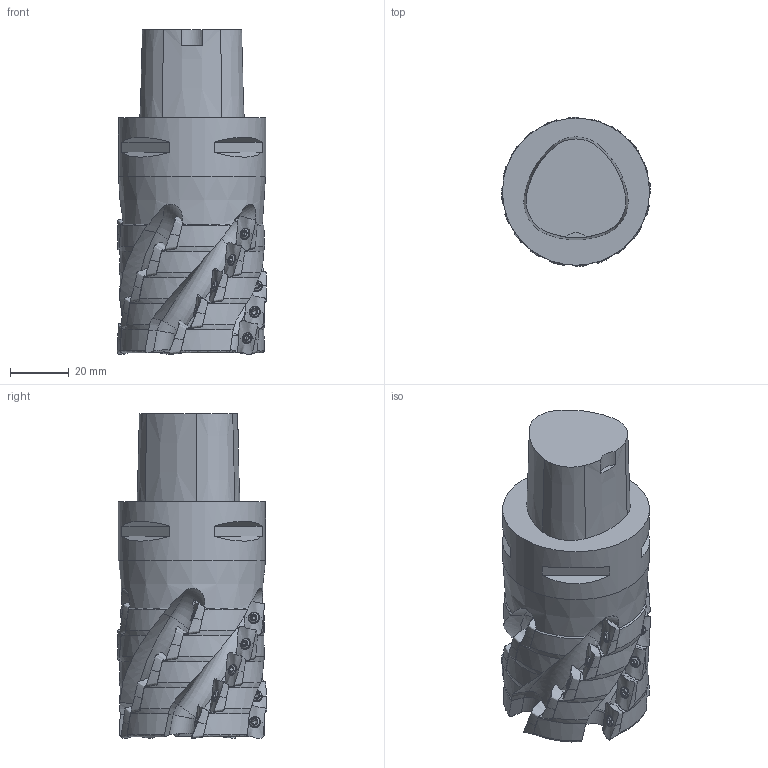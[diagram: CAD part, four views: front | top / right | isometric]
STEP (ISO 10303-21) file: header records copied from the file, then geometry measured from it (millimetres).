
FILE_DESCRIPTION(/* description */ (''),/* implementation_level */ '2;1');
FILE_NAME(/* name */ '1583476172322.stp',/* time_stamp */ '2020-03-06T11:59:50+05:00',/* author */ (''),/* organization */ ('SMS'),/* preprocessor_version */ 'ST-DEVELOPER v16.7',/* originating_system */ 'SIEMENS PLM Software NX 12.0',/* authorisation */ '');
FILE_SCHEMA (('AUTOMOTIVE_DESIGN { 1 0 10303 214 3 1 1 1 }'));
Products named in the file (4): ASSEMBLY_CONSTRUCTION; 201207134mod000_00; 202873347mod000_00; 202873354mod000_00
Assembly tree (27 placements, depth 2):
  202873354mod000_00
    202873347mod000_00
    201207134mod000_00  x25
    ASSEMBLY_CONSTRUCTION
Bounding box: 50.76 x 50.75 x 110.47 mm (x, y, z)
Volume: 157840.1 mm3; surface area: 29215.6 mm2
Topology: 26 solids, 26 shells, 1247 faces, 3035 edges, 1975 vertices
Faces by surface type: cylinder 382, plane 331, cone 268, bspline 145, torus 86, sphere 25, revolution 10
Full cylindrical faces by diameter (mm): 2.5 x25, 2.8 x25, 3.45 x25, 50 x1
Entity records: 67717 total; most frequent: CARTESIAN_POINT 47100, ORIENTED_EDGE 4204, DIRECTION 4110, EDGE_CURVE 2102, AXIS2_PLACEMENT_3D 1879, VERTEX_POINT 1383, EDGE_LOOP 1076, ADVANCED_FACE 911
